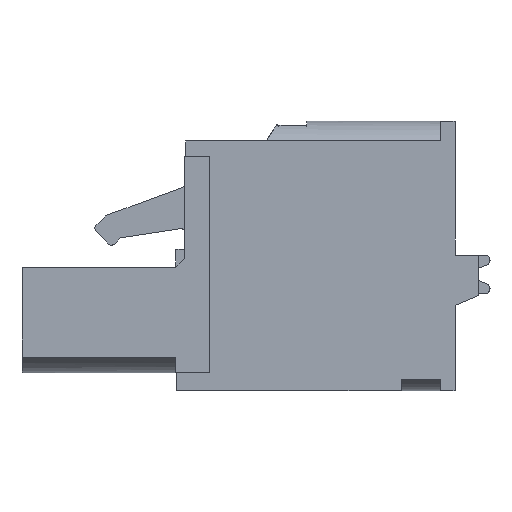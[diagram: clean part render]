
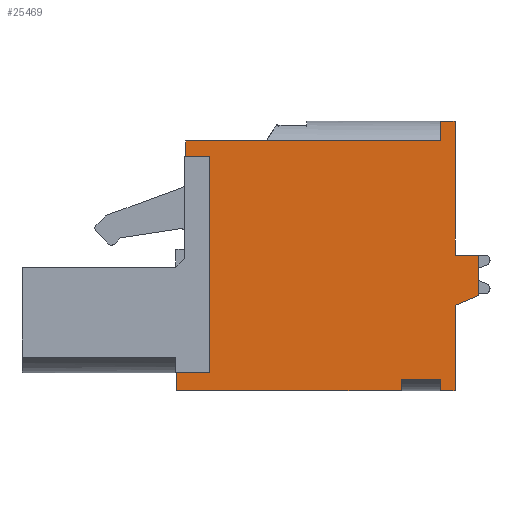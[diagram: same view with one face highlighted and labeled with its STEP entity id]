
A CAD part, left-side view. The second image highlights one B-rep face of the part: STEP entity #25469.
In plain terms, the highlighted planar face has unit normal (-1, 0, 0).
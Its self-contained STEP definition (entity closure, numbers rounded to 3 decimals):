
#2332=ORIENTED_EDGE('',*,*,#9625,.T.);
#2333=ORIENTED_EDGE('',*,*,#8438,.T.);
#2334=ORIENTED_EDGE('',*,*,#9050,.T.);
#2335=ORIENTED_EDGE('',*,*,#8819,.T.);
#2336=ORIENTED_EDGE('',*,*,#9626,.T.);
#2337=ORIENTED_EDGE('',*,*,#8733,.T.);
#2338=ORIENTED_EDGE('',*,*,#8998,.F.);
#2339=ORIENTED_EDGE('',*,*,#8900,.F.);
#2340=ORIENTED_EDGE('',*,*,#9627,.T.);
#2341=ORIENTED_EDGE('',*,*,#9609,.T.);
#2342=ORIENTED_EDGE('',*,*,#9628,.T.);
#2343=ORIENTED_EDGE('',*,*,#9629,.F.);
#2344=ORIENTED_EDGE('',*,*,#8575,.T.);
#2345=ORIENTED_EDGE('',*,*,#9630,.T.);
#2346=ORIENTED_EDGE('',*,*,#9631,.T.);
#2347=ORIENTED_EDGE('',*,*,#9632,.F.);
#2348=ORIENTED_EDGE('',*,*,#9633,.F.);
#2349=ORIENTED_EDGE('',*,*,#8949,.T.);
#8438=EDGE_CURVE('',#12225,#12224,#14715,.T.);
#8575=EDGE_CURVE('',#12362,#12361,#14816,.T.);
#8733=EDGE_CURVE('',#12520,#12519,#14972,.T.);
#8819=EDGE_CURVE('',#12606,#12605,#15058,.T.);
#8900=EDGE_CURVE('',#12685,#12686,#15139,.T.);
#8949=EDGE_CURVE('',#12735,#12734,#15188,.T.);
#8998=EDGE_CURVE('',#12686,#12519,#15222,.T.);
#9050=EDGE_CURVE('',#12224,#12606,#15274,.T.);
#9609=EDGE_CURVE('',#13158,#13157,#15692,.T.);
#9625=EDGE_CURVE('',#12734,#12225,#15698,.T.);
#9626=EDGE_CURVE('',#12605,#12520,#15699,.T.);
#9627=EDGE_CURVE('',#12685,#13158,#15700,.T.);
#9628=EDGE_CURVE('',#13157,#13166,#15701,.T.);
#9629=EDGE_CURVE('',#12362,#13166,#15702,.T.);
#9630=EDGE_CURVE('',#12361,#13167,#15703,.T.);
#9631=EDGE_CURVE('',#13167,#13168,#15704,.T.);
#9632=EDGE_CURVE('',#13169,#13168,#15705,.T.);
#9633=EDGE_CURVE('',#12735,#13169,#15706,.T.);
#12224=VERTEX_POINT('',#35388);
#12225=VERTEX_POINT('',#35390);
#12361=VERTEX_POINT('',#35663);
#12362=VERTEX_POINT('',#35665);
#12519=VERTEX_POINT('',#35990);
#12520=VERTEX_POINT('',#35992);
#12605=VERTEX_POINT('',#36163);
#12606=VERTEX_POINT('',#36165);
#12685=VERTEX_POINT('',#36325);
#12686=VERTEX_POINT('',#36327);
#12734=VERTEX_POINT('',#36424);
#12735=VERTEX_POINT('',#36426);
#13157=VERTEX_POINT('',#37733);
#13158=VERTEX_POINT('',#37735);
#13166=VERTEX_POINT('',#37767);
#13167=VERTEX_POINT('',#37770);
#13168=VERTEX_POINT('',#37772);
#13169=VERTEX_POINT('',#37774);
#14715=LINE('',#35389,#18006);
#14816=LINE('',#35664,#18107);
#14972=LINE('',#35991,#18263);
#15058=LINE('',#36164,#18349);
#15139=LINE('',#36326,#18430);
#15188=LINE('',#36425,#18479);
#15222=LINE('',#36522,#18513);
#15274=LINE('',#36609,#18565);
#15692=LINE('',#37734,#18983);
#15698=LINE('',#37763,#18989);
#15699=LINE('',#37764,#18990);
#15700=LINE('',#37765,#18991);
#15701=LINE('',#37766,#18992);
#15702=LINE('',#37768,#18993);
#15703=LINE('',#37769,#18994);
#15704=LINE('',#37771,#18995);
#15705=LINE('',#37773,#18996);
#15706=LINE('',#37775,#18997);
#18006=VECTOR('',#28471,1000.);
#18107=VECTOR('',#28646,1000.);
#18263=VECTOR('',#28828,1000.);
#18349=VECTOR('',#28916,1000.);
#18430=VECTOR('',#28999,1000.);
#18479=VECTOR('',#29050,1000.);
#18513=VECTOR('',#29134,1000.);
#18565=VECTOR('',#29188,1000.);
#18983=VECTOR('',#30190,1000.);
#18989=VECTOR('',#30226,1000.);
#18990=VECTOR('',#30227,1000.);
#18991=VECTOR('',#30228,1000.);
#18992=VECTOR('',#30229,1000.);
#18993=VECTOR('',#30230,1000.);
#18994=VECTOR('',#30231,1000.);
#18995=VECTOR('',#30232,1000.);
#18996=VECTOR('',#30233,1000.);
#18997=VECTOR('',#30234,1000.);
#21502=EDGE_LOOP('',(#2332,#2333,#2334,#2335,#2336,#2337,#2338,#2339,#2340,
#2341,#2342,#2343,#2344,#2345,#2346,#2347,#2348,#2349));
#22953=FACE_BOUND('',#21502,.T.);
#24327=PLANE('',#27017);
#25469=ADVANCED_FACE('',(#22953),#24327,.T.);
#27017=AXIS2_PLACEMENT_3D('',#37762,#30224,#30225);
#28471=DIRECTION('',(0.,1.,0.));
#28646=DIRECTION('',(0.,0.,1.));
#28828=DIRECTION('',(0.,1.,0.));
#28916=DIRECTION('',(0.,-1.,0.));
#28999=DIRECTION('',(0.,1.,0.));
#29050=DIRECTION('',(0.,1.,0.));
#29134=DIRECTION('',(0.,0.,1.));
#29188=DIRECTION('',(0.,0.,-1.));
#30190=DIRECTION('',(0.,-1.,0.));
#30224=DIRECTION('',(-1.,0.,0.));
#30225=DIRECTION('',(0.,0.,1.));
#30226=DIRECTION('',(0.,0.,-1.));
#30227=DIRECTION('',(0.,0.,-1.));
#30228=DIRECTION('',(0.,0.,1.));
#30229=DIRECTION('',(0.,0.,-1.));
#30230=DIRECTION('',(0.,1.,0.));
#30231=DIRECTION('',(0.,-0.921,0.39));
#30232=DIRECTION('',(0.,0.,1.));
#30233=DIRECTION('',(0.,-1.,0.));
#30234=DIRECTION('',(0.,0.,-1.));
#35388=CARTESIAN_POINT('',(-22.86,7.9,6.4));
#35389=CARTESIAN_POINT('',(-22.86,3.4,6.4));
#35390=CARTESIAN_POINT('',(-22.86,-6.3,6.4));
#35663=CARTESIAN_POINT('',(-22.86,-7.1,-2.75));
#35664=CARTESIAN_POINT('',(-22.86,-7.1,-7.5));
#35665=CARTESIAN_POINT('',(-22.86,-7.1,-7.5));
#35990=CARTESIAN_POINT('',(-22.86,8.4,-6.5));
#35991=CARTESIAN_POINT('',(-22.86,8.4,-6.5));
#35992=CARTESIAN_POINT('',(-22.86,6.57,-6.5));
#36163=CARTESIAN_POINT('',(-22.86,6.57,5.55));
#36164=CARTESIAN_POINT('',(-22.86,7.9,5.55));
#36165=CARTESIAN_POINT('',(-22.86,7.9,5.55));
#36325=CARTESIAN_POINT('',(-22.86,-4.1,-7.5));
#36326=CARTESIAN_POINT('',(-22.86,-8.4,-7.5));
#36327=CARTESIAN_POINT('',(-22.86,8.4,-7.5));
#36424=CARTESIAN_POINT('',(-22.86,-6.3,7.5));
#36425=CARTESIAN_POINT('',(-22.86,-8.4,7.5));
#36426=CARTESIAN_POINT('',(-22.86,-7.1,7.5));
#36522=CARTESIAN_POINT('',(-22.86,8.4,-7.5));
#36609=CARTESIAN_POINT('',(-22.86,7.9,6.4));
#37733=CARTESIAN_POINT('',(-22.86,-6.3,-6.9));
#37734=CARTESIAN_POINT('',(-22.86,-4.1,-6.9));
#37735=CARTESIAN_POINT('',(-22.86,-4.1,-6.9));
#37762=CARTESIAN_POINT('',(-22.86,-8.4,-7.5));
#37763=CARTESIAN_POINT('',(-22.86,-6.3,7.701));
#37764=CARTESIAN_POINT('',(-22.86,6.57,5.55));
#37765=CARTESIAN_POINT('',(-22.86,-4.1,-7.5));
#37766=CARTESIAN_POINT('',(-22.86,-6.3,-6.9));
#37767=CARTESIAN_POINT('',(-22.86,-6.3,-7.5));
#37768=CARTESIAN_POINT('',(-22.86,-8.4,-7.5));
#37769=CARTESIAN_POINT('',(-22.86,-7.1,-2.75));
#37770=CARTESIAN_POINT('',(-22.86,-8.4,-2.2));
#37771=CARTESIAN_POINT('',(-22.86,-8.4,-7.5));
#37772=CARTESIAN_POINT('',(-22.86,-8.4,0.05));
#37773=CARTESIAN_POINT('',(-22.86,-8.4,0.05));
#37774=CARTESIAN_POINT('',(-22.86,-7.1,0.05));
#37775=CARTESIAN_POINT('',(-22.86,-7.1,7.5));
